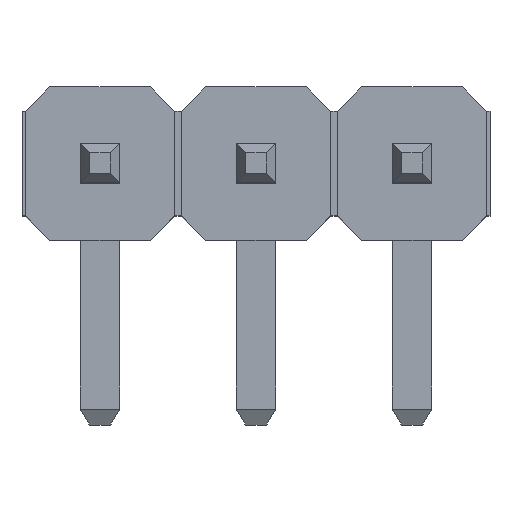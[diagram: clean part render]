
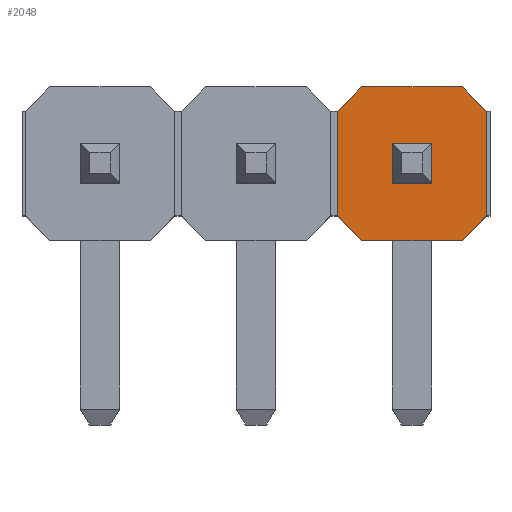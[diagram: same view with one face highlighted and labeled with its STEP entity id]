
A CAD part, top view. The second image highlights one B-rep face of the part: STEP entity #2048.
In plain terms, the highlighted planar face has unit normal (0, 0, 1).
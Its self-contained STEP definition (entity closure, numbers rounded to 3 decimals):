
#18 = CARTESIAN_POINT ( 'NONE',  ( 4.76, 1.57, 3.9 ) ) ;
#29 = DIRECTION ( 'NONE',  ( 0., 1., 0. ) ) ;
#122 = ORIENTED_EDGE ( 'NONE', *, *, #409, .F. ) ;
#147 = CARTESIAN_POINT ( 'NONE',  ( 5.4, 0.93, 3.9 ) ) ;
#167 = DIRECTION ( 'NONE',  ( 0., -1., 0. ) ) ;
#180 = ORIENTED_EDGE ( 'NONE', *, *, #1383, .F. ) ;
#197 = DIRECTION ( 'NONE',  ( 1., 0., 0. ) ) ;
#260 = EDGE_CURVE ( 'NONE', #2909, #2447, #2208, .T. ) ;
#303 = CARTESIAN_POINT ( 'NONE',  ( 2.54, 1.25, 3.9 ) ) ;
#331 = ORIENTED_EDGE ( 'NONE', *, *, #521, .F. ) ;
#350 = EDGE_LOOP ( 'NONE', ( #122, #881, #951, #1220, #3656, #180, #2966, #331 ) ) ;
#378 = CARTESIAN_POINT ( 'NONE',  ( 6.3, 2.1, 3.9 ) ) ;
#395 = VECTOR ( 'NONE', #827, 1000. ) ;
#409 = EDGE_CURVE ( 'NONE', #1771, #3872, #1589, .T. ) ;
#410 = VERTEX_POINT ( 'NONE', #699 ) ;
#416 = CARTESIAN_POINT ( 'NONE',  ( 3.86, 2.1, 3.9 ) ) ;
#429 = VERTEX_POINT ( 'NONE', #378 ) ;
#486 = LINE ( 'NONE', #3214, #3483 ) ;
#521 = EDGE_CURVE ( 'NONE', #3872, #1253, #3544, .T. ) ;
#581 = EDGE_CURVE ( 'NONE', #410, #2909, #1387, .T. ) ;
#624 = ORIENTED_EDGE ( 'NONE', *, *, #3435, .F. ) ;
#637 = LINE ( 'NONE', #2791, #2239 ) ;
#696 = CARTESIAN_POINT ( 'NONE',  ( 5.4, 1.57, 3.9 ) ) ;
#699 = CARTESIAN_POINT ( 'NONE',  ( 4.76, 0.93, 3.9 ) ) ;
#729 = LINE ( 'NONE', #416, #1379 ) ;
#784 = CARTESIAN_POINT ( 'NONE',  ( 3.86, 0.4, 3.9 ) ) ;
#793 = CARTESIAN_POINT ( 'NONE',  ( 3.86, 0.4, 3.9 ) ) ;
#796 = LINE ( 'NONE', #2923, #2334 ) ;
#827 = DIRECTION ( 'NONE',  ( 0.707, -0.707, 0. ) ) ;
#843 = CARTESIAN_POINT ( 'NONE',  ( 6.3, 0.4, 3.9 ) ) ;
#845 = VECTOR ( 'NONE', #197, 1000. ) ;
#848 = VECTOR ( 'NONE', #3466, 1000. ) ;
#881 = ORIENTED_EDGE ( 'NONE', *, *, #2937, .F. ) ;
#920 = CARTESIAN_POINT ( 'NONE',  ( 4.26, 0., 3.9 ) ) ;
#951 = ORIENTED_EDGE ( 'NONE', *, *, #1032, .F. ) ;
#993 = VECTOR ( 'NONE', #3780, 1000. ) ;
#1016 = LINE ( 'NONE', #3501, #1187 ) ;
#1031 = EDGE_CURVE ( 'NONE', #2432, #1454, #796, .T. ) ;
#1032 = EDGE_CURVE ( 'NONE', #429, #1412, #486, .T. ) ;
#1094 = FACE_BOUND ( 'NONE', #3554, .T. ) ;
#1125 = DIRECTION ( 'NONE',  ( -1., 0., 0. ) ) ;
#1187 = VECTOR ( 'NONE', #2816, 1000. ) ;
#1188 = CARTESIAN_POINT ( 'NONE',  ( 5.9, 2.5, 3.9 ) ) ;
#1220 = ORIENTED_EDGE ( 'NONE', *, *, #3564, .F. ) ;
#1238 = ORIENTED_EDGE ( 'NONE', *, *, #581, .F. ) ;
#1253 = VERTEX_POINT ( 'NONE', #784 ) ;
#1379 = VECTOR ( 'NONE', #2395, 1000. ) ;
#1383 = EDGE_CURVE ( 'NONE', #2810, #2432, #729, .T. ) ;
#1387 = LINE ( 'NONE', #2600, #845 ) ;
#1412 = VERTEX_POINT ( 'NONE', #843 ) ;
#1454 = VERTEX_POINT ( 'NONE', #1188 ) ;
#1477 = EDGE_CURVE ( 'NONE', #2447, #2317, #3889, .T. ) ;
#1506 = VECTOR ( 'NONE', #1125, 1000. ) ;
#1522 = AXIS2_PLACEMENT_3D ( 'NONE', #303, #3314, #1542 ) ;
#1542 = DIRECTION ( 'NONE',  ( 0., -1., 0. ) ) ;
#1574 = CARTESIAN_POINT ( 'NONE',  ( 3.86, 2.1, 3.9 ) ) ;
#1589 = LINE ( 'NONE', #1610, #3268 ) ;
#1610 = CARTESIAN_POINT ( 'NONE',  ( 5.9, 0., 3.9 ) ) ;
#1735 = LINE ( 'NONE', #3582, #395 ) ;
#1771 = VERTEX_POINT ( 'NONE', #2121 ) ;
#1852 = EDGE_CURVE ( 'NONE', #1253, #2810, #637, .T. ) ;
#2048 = ADVANCED_FACE ( 'NONE', ( #3859, #1094 ), #2941, .T. ) ;
#2052 = DIRECTION ( 'NONE',  ( -0.707, 0.707, 0. ) ) ;
#2121 = CARTESIAN_POINT ( 'NONE',  ( 5.9, 0., 3.9 ) ) ;
#2208 = LINE ( 'NONE', #3419, #848 ) ;
#2239 = VECTOR ( 'NONE', #29, 1000. ) ;
#2241 = CARTESIAN_POINT ( 'NONE',  ( 6.3, 0.4, 3.9 ) ) ;
#2317 = VERTEX_POINT ( 'NONE', #18 ) ;
#2320 = ORIENTED_EDGE ( 'NONE', *, *, #260, .F. ) ;
#2334 = VECTOR ( 'NONE', #3235, 1000. ) ;
#2395 = DIRECTION ( 'NONE',  ( 0.707, 0.707, 0. ) ) ;
#2432 = VERTEX_POINT ( 'NONE', #3709 ) ;
#2447 = VERTEX_POINT ( 'NONE', #696 ) ;
#2489 = ORIENTED_EDGE ( 'NONE', *, *, #1477, .F. ) ;
#2512 = DIRECTION ( 'NONE',  ( -1., 0., 0. ) ) ;
#2526 = LINE ( 'NONE', #2241, #993 ) ;
#2600 = CARTESIAN_POINT ( 'NONE',  ( 5.4, 0.93, 3.9 ) ) ;
#2791 = CARTESIAN_POINT ( 'NONE',  ( 3.86, 0.4, 3.9 ) ) ;
#2810 = VERTEX_POINT ( 'NONE', #1574 ) ;
#2816 = DIRECTION ( 'NONE',  ( 0., -1., 0. ) ) ;
#2909 = VERTEX_POINT ( 'NONE', #147 ) ;
#2923 = CARTESIAN_POINT ( 'NONE',  ( 4.26, 2.5, 3.9 ) ) ;
#2937 = EDGE_CURVE ( 'NONE', #1412, #1771, #2526, .T. ) ;
#2941 = PLANE ( 'NONE',  #1522 ) ;
#2966 = ORIENTED_EDGE ( 'NONE', *, *, #1852, .F. ) ;
#3214 = CARTESIAN_POINT ( 'NONE',  ( 6.3, 0.4, 3.9 ) ) ;
#3235 = DIRECTION ( 'NONE',  ( 1., 0., 0. ) ) ;
#3268 = VECTOR ( 'NONE', #2512, 1000. ) ;
#3314 = DIRECTION ( 'NONE',  ( 0., 0., 1. ) ) ;
#3419 = CARTESIAN_POINT ( 'NONE',  ( 5.4, 0.93, 3.9 ) ) ;
#3435 = EDGE_CURVE ( 'NONE', #2317, #410, #1016, .T. ) ;
#3466 = DIRECTION ( 'NONE',  ( 0., 1., 0. ) ) ;
#3483 = VECTOR ( 'NONE', #167, 1000. ) ;
#3501 = CARTESIAN_POINT ( 'NONE',  ( 4.76, 0.93, 3.9 ) ) ;
#3539 = VECTOR ( 'NONE', #2052, 1000. ) ;
#3544 = LINE ( 'NONE', #793, #3539 ) ;
#3554 = EDGE_LOOP ( 'NONE', ( #1238, #624, #2489, #2320 ) ) ;
#3564 = EDGE_CURVE ( 'NONE', #1454, #429, #1735, .T. ) ;
#3581 = CARTESIAN_POINT ( 'NONE',  ( 5.4, 1.57, 3.9 ) ) ;
#3582 = CARTESIAN_POINT ( 'NONE',  ( 6.3, 2.1, 3.9 ) ) ;
#3656 = ORIENTED_EDGE ( 'NONE', *, *, #1031, .F. ) ;
#3709 = CARTESIAN_POINT ( 'NONE',  ( 4.26, 2.5, 3.9 ) ) ;
#3780 = DIRECTION ( 'NONE',  ( -0.707, -0.707, 0. ) ) ;
#3859 = FACE_OUTER_BOUND ( 'NONE', #350, .T. ) ;
#3872 = VERTEX_POINT ( 'NONE', #920 ) ;
#3889 = LINE ( 'NONE', #3581, #1506 ) ;
